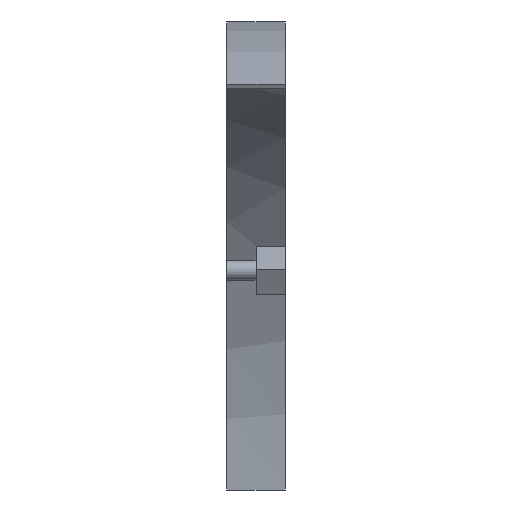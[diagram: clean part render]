
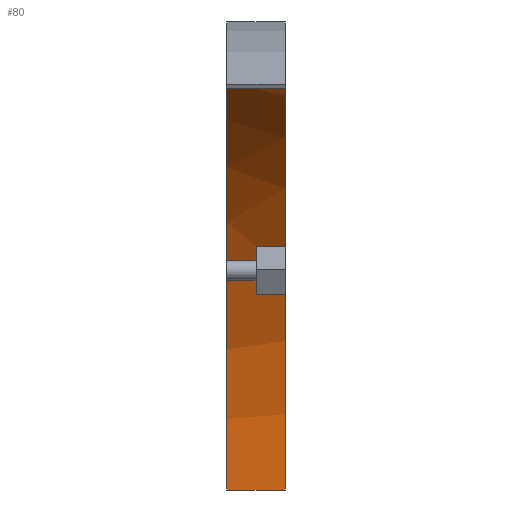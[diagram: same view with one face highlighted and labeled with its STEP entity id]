
A CAD part, left-side view. The second image highlights one B-rep face of the part: STEP entity #80.
In plain terms, the highlighted cylindrical face has radius 396 mm (diameter 792 mm), a partial arc.
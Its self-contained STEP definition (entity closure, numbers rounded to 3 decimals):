
#80=ADVANCED_FACE('',(#240),#242,.F.);
#240=FACE_BOUND('',#241,.T.);
#241=EDGE_LOOP('',(#364,#365,#366,#367,#368,#369,#370,#371,#372,#373,#374,#375));
#242=CYLINDRICAL_SURFACE('',#243,396.);
#243=AXIS2_PLACEMENT_3D('',#244,#245,#246);
#244=CARTESIAN_POINT('',(0.,0.,0.));
#245=DIRECTION('',(0.,-1.,0.));
#246=DIRECTION('',(1.,0.,0.));
#364=ORIENTED_EDGE('',*,*,#443,.F.);
#365=ORIENTED_EDGE('',*,*,#437,.F.);
#366=ORIENTED_EDGE('',*,*,#444,.F.);
#367=ORIENTED_EDGE('',*,*,#429,.F.);
#368=ORIENTED_EDGE('',*,*,#445,.F.);
#369=ORIENTED_EDGE('',*,*,#446,.T.);
#370=ORIENTED_EDGE('',*,*,#447,.F.);
#371=ORIENTED_EDGE('',*,*,#448,.F.);
#372=ORIENTED_EDGE('',*,*,#449,.F.);
#373=ORIENTED_EDGE('',*,*,#450,.T.);
#374=ORIENTED_EDGE('',*,*,#451,.T.);
#375=ORIENTED_EDGE('',*,*,#433,.F.);
#429=EDGE_CURVE('',#469,#470,#471,.T.);
#433=EDGE_CURVE('',#476,#478,#479,.T.);
#437=EDGE_CURVE('',#485,#486,#487,.T.);
#443=EDGE_CURVE('',#486,#476,#497,.T.);
#444=EDGE_CURVE('',#470,#485,#498,.F.);
#445=EDGE_CURVE('',#499,#469,#500,.T.);
#446=EDGE_CURVE('',#499,#501,#502,.T.);
#447=EDGE_CURVE('',#503,#501,#504,.F.);
#448=EDGE_CURVE('',#505,#503,#506,.F.);
#449=EDGE_CURVE('',#507,#505,#508,.T.);
#450=EDGE_CURVE('',#507,#509,#510,.T.);
#451=EDGE_CURVE('',#509,#478,#511,.T.);
#469=VERTEX_POINT('',#537);
#470=VERTEX_POINT('',#538);
#471=CIRCLE('',#539,396.);
#476=VERTEX_POINT('',#551);
#478=VERTEX_POINT('',#555);
#479=CIRCLE('',#556,396.);
#485=VERTEX_POINT('',#572);
#486=VERTEX_POINT('',#573);
#487=CIRCLE('',#574,396.);
#497=LINE('',#599,#600);
#498=LINE('',#602,#603);
#499=VERTEX_POINT('',#605);
#500=LINE('',#606,#607);
#501=VERTEX_POINT('',#609);
#502=CIRCLE('',#610,396.);
#503=VERTEX_POINT('',#614);
#504=LINE('',#615,#616);
#505=VERTEX_POINT('',#618);
#506=CIRCLE('',#619,396.);
#507=VERTEX_POINT('',#623);
#508=LINE('',#624,#625);
#509=VERTEX_POINT('',#627);
#510=CIRCLE('',#628,396.);
#511=LINE('',#632,#633);
#537=CARTESIAN_POINT('',(396.,50.,0.));
#538=CARTESIAN_POINT('',(12.5,50.,395.803));
#539=AXIS2_PLACEMENT_3D('',#540,#541,#542);
#540=CARTESIAN_POINT('',(0.,50.,0.));
#541=DIRECTION('',(0.,-1.,0.));
#542=DIRECTION('',(1.,0.,0.));
#551=CARTESIAN_POINT('',(-12.5,50.,395.803));
#555=CARTESIAN_POINT('',(-198.,50.,342.946));
#556=AXIS2_PLACEMENT_3D('',#557,#558,#559);
#557=CARTESIAN_POINT('',(0.,50.,0.));
#558=DIRECTION('',(0.,-1.,0.));
#559=DIRECTION('',(-0.032,0.,1.));
#572=CARTESIAN_POINT('',(12.5,25.,395.803));
#573=CARTESIAN_POINT('',(-12.5,25.,395.803));
#574=AXIS2_PLACEMENT_3D('',#575,#576,#577);
#575=CARTESIAN_POINT('',(0.,25.,0.));
#576=DIRECTION('',(0.,-1.,0.));
#577=DIRECTION('',(0.032,0.,1.));
#599=CARTESIAN_POINT('',(-12.5,25.,395.803));
#600=VECTOR('',#601,1.);
#601=DIRECTION('',(0.,1.,0.));
#602=CARTESIAN_POINT('',(12.5,25.,395.803));
#603=VECTOR('',#604,1.);
#604=DIRECTION('',(0.,1.,0.));
#605=CARTESIAN_POINT('',(396.,0.,0.));
#606=CARTESIAN_POINT('',(396.,0.,0.));
#607=VECTOR('',#608,1.);
#608=DIRECTION('',(0.,1.,0.));
#609=CARTESIAN_POINT('',(349.276,0.,186.606));
#610=AXIS2_PLACEMENT_3D('',#611,#612,#613);
#611=CARTESIAN_POINT('',(0.,0.,0.));
#612=DIRECTION('',(0.,-1.,0.));
#613=DIRECTION('',(1.,0.,0.));
#614=CARTESIAN_POINT('',(349.276,25.,186.606));
#615=CARTESIAN_POINT('',(349.276,0.,186.606));
#616=VECTOR('',#617,1.);
#617=DIRECTION('',(0.,1.,0.));
#618=CARTESIAN_POINT('',(336.806,25.,208.274));
#619=AXIS2_PLACEMENT_3D('',#620,#621,#622);
#620=CARTESIAN_POINT('',(0.,25.,0.));
#621=DIRECTION('',(0.,-1.,0.));
#622=DIRECTION('',(0.882,0.,0.471));
#623=CARTESIAN_POINT('',(336.806,0.,208.274));
#624=CARTESIAN_POINT('',(336.806,0.,208.274));
#625=VECTOR('',#626,1.);
#626=DIRECTION('',(0.,1.,0.));
#627=CARTESIAN_POINT('',(-198.,0.,342.946));
#628=AXIS2_PLACEMENT_3D('',#629,#630,#631);
#629=CARTESIAN_POINT('',(0.,0.,0.));
#630=DIRECTION('',(0.,-1.,0.));
#631=DIRECTION('',(0.851,0.,0.526));
#632=CARTESIAN_POINT('',(-198.,0.,342.946));
#633=VECTOR('',#634,1.);
#634=DIRECTION('',(0.,1.,0.));
